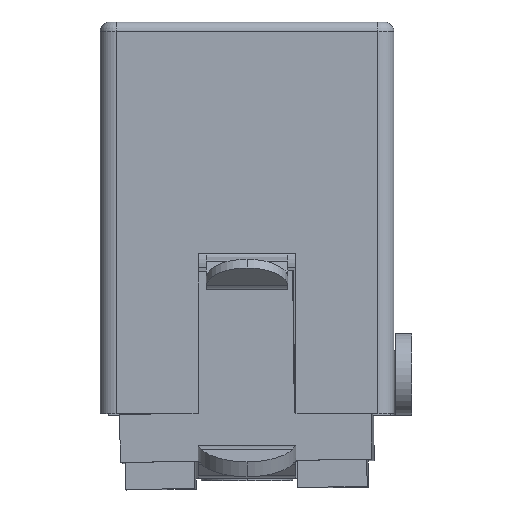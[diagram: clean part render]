
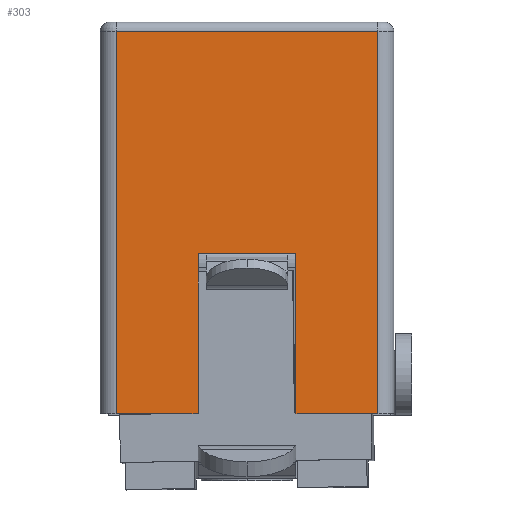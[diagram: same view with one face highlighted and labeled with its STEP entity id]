
A CAD part, front view. The second image highlights one B-rep face of the part: STEP entity #303.
In plain terms, the highlighted planar face has unit normal (0, -1, 0).
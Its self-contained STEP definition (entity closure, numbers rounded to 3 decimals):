
#303=ADVANCED_FACE('NONE',(#749),#750,.T.);
#749=FACE_OUTER_BOUND('',#1623,.T.);
#750=PLANE('',#1624);
#1623=EDGE_LOOP('',(#3239,#3240,#3241,#3242,#3243,#3244,#3245,#3246));
#1624=AXIS2_PLACEMENT_3D('',#3247,#3248,#3249);
#3239=ORIENTED_EDGE('',*,*,#4014,.F.);
#3240=ORIENTED_EDGE('',*,*,#4021,.F.);
#3241=ORIENTED_EDGE('',*,*,#4062,.T.);
#3242=ORIENTED_EDGE('',*,*,#4063,.T.);
#3243=ORIENTED_EDGE('',*,*,#4064,.T.);
#3244=ORIENTED_EDGE('',*,*,#4046,.F.);
#3245=ORIENTED_EDGE('',*,*,#4048,.F.);
#3246=ORIENTED_EDGE('',*,*,#4065,.T.);
#3247=CARTESIAN_POINT('',(-4.0,0.0,-0.3));
#3248=DIRECTION('',(0.0,-1.0,0.0));
#3249=DIRECTION('',(0.0,0.0,-1.0));
#4014=EDGE_CURVE('NONE',#4906,#4904,#4908,.T.);
#4021=EDGE_CURVE('NONE',#4919,#4906,#4921,.T.);
#4046=EDGE_CURVE('NONE',#4959,#4951,#4961,.T.);
#4048=EDGE_CURVE('NONE',#4962,#4959,#4964,.T.);
#4062=EDGE_CURVE('NONE',#4919,#4984,#4985,.T.);
#4063=EDGE_CURVE('NONE',#4984,#4986,#4987,.T.);
#4064=EDGE_CURVE('NONE',#4986,#4951,#4988,.T.);
#4065=EDGE_CURVE('NONE',#4962,#4904,#4989,.T.);
#4904=VERTEX_POINT('NONE',#6482);
#4906=VERTEX_POINT('NONE',#6484);
#4908=LINE('',#6486,#6487);
#4919=VERTEX_POINT('NONE',#6503);
#4921=LINE('',#6506,#6507);
#4951=VERTEX_POINT('NONE',#6553);
#4959=VERTEX_POINT('NONE',#6565);
#4961=LINE('',#6567,#6568);
#4962=VERTEX_POINT('NONE',#6569);
#4964=LINE('',#6571,#6572);
#4984=VERTEX_POINT('NONE',#6687);
#4985=LINE('',#6688,#6689);
#4986=VERTEX_POINT('NONE',#6690);
#4987=LINE('',#6691,#6692);
#4988=LINE('',#6693,#6694);
#4989=LINE('',#6695,#6696);
#6482=CARTESIAN_POINT('',(-4.,0.,-0.3));
#6484=CARTESIAN_POINT('',(-4.,0.0,-12.0));
#6486=CARTESIAN_POINT('',(-4.,0.0,-12.0));
#6487=VECTOR('',#7586,1000.0);
#6503=CARTESIAN_POINT('',(-1.5,0.0,-12.0));
#6506=CARTESIAN_POINT('',(-1.5,0.0,-12.0));
#6507=VECTOR('',#7593,1000.0);
#6553=CARTESIAN_POINT('',(1.5,0.,-12.0));
#6565=CARTESIAN_POINT('',(4.,0.,-12.0));
#6567=CARTESIAN_POINT('',(4.5,0.,-12.0));
#6568=VECTOR('',#7626,1000.0);
#6569=CARTESIAN_POINT('',(4.,0.,-0.3));
#6571=CARTESIAN_POINT('',(4.,0.,-12.0));
#6572=VECTOR('',#7630,1000.0);
#6687=CARTESIAN_POINT('',(-1.5,0.0,-7.1));
#6688=CARTESIAN_POINT('',(-1.5,0.0,-0.3));
#6689=VECTOR('',#7652,1000.0);
#6690=CARTESIAN_POINT('',(1.5,0.0,-7.1));
#6691=CARTESIAN_POINT('',(-4.0,0.0,-7.1));
#6692=VECTOR('',#7653,1000.0);
#6693=CARTESIAN_POINT('',(1.5,0.0,-0.3));
#6694=VECTOR('',#7654,1000.0);
#6695=CARTESIAN_POINT('',(-4.0,0.0,-0.3));
#6696=VECTOR('',#7655,1000.0);
#7586=DIRECTION('',(0.0,-0.0,1.0));
#7593=DIRECTION('',(-1.0,0.0,-0.0));
#7626=DIRECTION('',(-1.0,0.0,-0.0));
#7630=DIRECTION('',(-0.0,0.0,-1.0));
#7652=DIRECTION('',(-0.0,0.0,1.0));
#7653=DIRECTION('',(1.0,0.0,0.0));
#7654=DIRECTION('',(0.0,-0.0,-1.0));
#7655=DIRECTION('',(-1.0,-0.0,-0.0));
